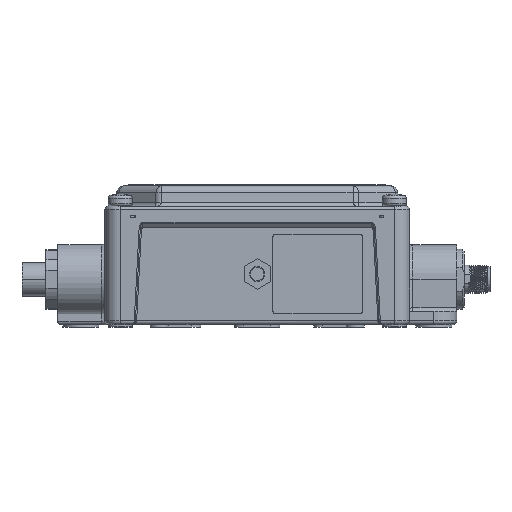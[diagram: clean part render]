
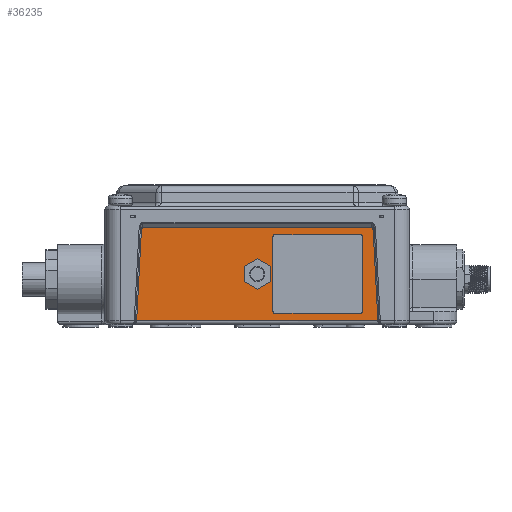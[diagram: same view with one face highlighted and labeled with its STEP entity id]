
A CAD part, top view. The second image highlights one B-rep face of the part: STEP entity #36235.
In plain terms, the highlighted planar face has unit normal (0, 0, 1).
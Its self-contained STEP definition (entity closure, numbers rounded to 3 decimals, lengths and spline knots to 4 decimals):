
#136=DIRECTION('',(-0.052,-0.999,0.));
#137=VECTOR('',#136,1.5073);
#138=CARTESIAN_POINT('',(-1.9129,1.1652,1.66));
#139=LINE('',#138,#137);
#140=CARTESIAN_POINT('',(-1.892,1.1953,1.66));
#141=CARTESIAN_POINT('',(-1.8925,1.1953,1.66));
#142=CARTESIAN_POINT('',(-1.8936,1.1952,1.66));
#143=CARTESIAN_POINT('',(-1.8952,1.1949,1.66));
#144=CARTESIAN_POINT('',(-1.8968,1.1944,1.66));
#145=CARTESIAN_POINT('',(-1.8984,1.1937,1.66));
#146=CARTESIAN_POINT('',(-1.9,1.1927,1.66));
#147=CARTESIAN_POINT('',(-1.9017,1.1915,1.66));
#148=CARTESIAN_POINT('',(-1.9034,1.19,1.66));
#149=CARTESIAN_POINT('',(-1.9051,1.1881,1.66));
#150=CARTESIAN_POINT('',(-1.9067,1.1859,1.66));
#151=CARTESIAN_POINT('',(-1.9082,1.1833,1.66));
#152=CARTESIAN_POINT('',(-1.9097,1.1803,1.66));
#153=CARTESIAN_POINT('',(-1.9109,1.1769,1.66));
#154=CARTESIAN_POINT('',(-1.9119,1.1732,1.66));
#155=CARTESIAN_POINT('',(-1.9126,1.1693,1.66));
#156=CARTESIAN_POINT('',(-1.9129,1.1666,1.66));
#157=CARTESIAN_POINT('',(-1.9129,1.1652,1.66));
#159=DIRECTION('',(-1.,0.,0.));
#160=VECTOR('',#159,3.784);
#161=CARTESIAN_POINT('',(1.892,1.1953,1.66));
#162=LINE('',#161,#160);
#163=CARTESIAN_POINT('',(1.9129,1.1652,1.66));
#164=CARTESIAN_POINT('',(1.9129,1.1666,1.66));
#165=CARTESIAN_POINT('',(1.9126,1.1693,1.66));
#166=CARTESIAN_POINT('',(1.9119,1.1733,1.66));
#167=CARTESIAN_POINT('',(1.9109,1.177,1.66));
#168=CARTESIAN_POINT('',(1.9096,1.1804,1.66));
#169=CARTESIAN_POINT('',(1.9082,1.1834,1.66));
#170=CARTESIAN_POINT('',(1.9066,1.186,1.66));
#171=CARTESIAN_POINT('',(1.9049,1.1883,1.66));
#172=CARTESIAN_POINT('',(1.9033,1.1901,1.66));
#173=CARTESIAN_POINT('',(1.9016,1.1916,1.66));
#174=CARTESIAN_POINT('',(1.8999,1.1928,1.66));
#175=CARTESIAN_POINT('',(1.8983,1.1938,1.66));
#176=CARTESIAN_POINT('',(1.8967,1.1945,1.66));
#177=CARTESIAN_POINT('',(1.8951,1.1949,1.66));
#178=CARTESIAN_POINT('',(1.8935,1.1952,1.66));
#179=CARTESIAN_POINT('',(1.8925,1.1953,1.66));
#180=CARTESIAN_POINT('',(1.892,1.1953,1.66));
#182=DIRECTION('',(-0.052,0.999,0.));
#183=VECTOR('',#182,1.5073);
#184=CARTESIAN_POINT('',(1.9918,-0.34,1.66));
#185=LINE('',#184,#183);
#186=DIRECTION('',(-1.,0.,0.));
#187=VECTOR('',#186,3.9837);
#188=CARTESIAN_POINT('',(1.9918,-0.34,1.66));
#189=LINE('',#188,#187);
#190=DIRECTION('',(-0.866,-0.5,0.));
#191=VECTOR('',#190,0.2526);
#192=CARTESIAN_POINT('',(0.,0.6876,1.66));
#193=LINE('',#192,#191);
#194=DIRECTION('',(0.,-1.,0.));
#195=VECTOR('',#194,0.2526);
#196=CARTESIAN_POINT('',(-0.2188,0.5613,1.66));
#197=LINE('',#196,#195);
#198=DIRECTION('',(0.866,-0.5,0.));
#199=VECTOR('',#198,0.2526);
#200=CARTESIAN_POINT('',(-0.2188,0.3087,1.66));
#201=LINE('',#200,#199);
#202=DIRECTION('',(0.866,0.5,0.));
#203=VECTOR('',#202,0.2526);
#204=CARTESIAN_POINT('',(0.,0.1824,1.66));
#205=LINE('',#204,#203);
#206=DIRECTION('',(0.,1.,0.));
#207=VECTOR('',#206,0.2526);
#208=CARTESIAN_POINT('',(0.2188,0.3087,1.66));
#209=LINE('',#208,#207);
#210=DIRECTION('',(-0.866,0.5,0.));
#211=VECTOR('',#210,0.2526);
#212=CARTESIAN_POINT('',(0.2188,0.5613,1.66));
#213=LINE('',#212,#211);
#214=CARTESIAN_POINT('',(0.29,-0.185,1.66));
#215=DIRECTION('',(0.,0.,-1.));
#216=DIRECTION('',(0.,-1.,0.));
#217=AXIS2_PLACEMENT_3D('',#214,#215,#216);
#219=DIRECTION('',(-1.,0.,0.));
#220=VECTOR('',#219,1.42);
#221=CARTESIAN_POINT('',(1.71,-0.215,1.66));
#222=LINE('',#221,#220);
#223=CARTESIAN_POINT('',(1.71,-0.185,1.66));
#224=DIRECTION('',(0.,0.,-1.));
#225=DIRECTION('',(1.,0.,0.));
#226=AXIS2_PLACEMENT_3D('',#223,#224,#225);
#228=DIRECTION('',(0.,-1.,0.));
#229=VECTOR('',#228,1.24);
#230=CARTESIAN_POINT('',(1.74,1.055,1.66));
#231=LINE('',#230,#229);
#232=CARTESIAN_POINT('',(1.71,1.055,1.66));
#233=DIRECTION('',(0.,0.,-1.));
#234=DIRECTION('',(0.,1.,0.));
#235=AXIS2_PLACEMENT_3D('',#232,#233,#234);
#237=DIRECTION('',(1.,0.,0.));
#238=VECTOR('',#237,1.42);
#239=CARTESIAN_POINT('',(0.29,1.085,1.66));
#240=LINE('',#239,#238);
#241=CARTESIAN_POINT('',(0.29,1.055,1.66));
#242=DIRECTION('',(0.,0.,-1.));
#243=DIRECTION('',(-1.,0.,0.));
#244=AXIS2_PLACEMENT_3D('',#241,#242,#243);
#246=DIRECTION('',(0.,1.,0.));
#247=VECTOR('',#246,1.24);
#248=CARTESIAN_POINT('',(0.26,-0.185,1.66));
#249=LINE('',#248,#247);
#313=CARTESIAN_POINT('',(-1.9918,-0.34,1.66));
#33882=VERTEX_POINT('',#313);
#33885=CARTESIAN_POINT('',(-1.9129,1.1652,
1.66));
#33886=VERTEX_POINT('',#33885);
#33888=VERTEX_POINT('',#140);
#33891=CARTESIAN_POINT('',(1.892,1.1953,1.66));
#33892=VERTEX_POINT('',#33891);
#33894=VERTEX_POINT('',#163);
#33897=CARTESIAN_POINT('',(1.9918,-0.34,1.66));
#33898=VERTEX_POINT('',#33897);
#34966=CARTESIAN_POINT('',(0.,0.6876,1.66));
#34967=CARTESIAN_POINT('',(-0.2188,0.5613,1.66));
#34968=VERTEX_POINT('',#34966);
#34969=VERTEX_POINT('',#34967);
#34970=CARTESIAN_POINT('',(-0.2188,0.3087,1.66));
#34971=VERTEX_POINT('',#34970);
#34972=CARTESIAN_POINT('',(0.,0.1824,1.66));
#34973=VERTEX_POINT('',#34972);
#34974=CARTESIAN_POINT('',(0.2188,0.3087,1.66));
#34975=VERTEX_POINT('',#34974);
#34976=CARTESIAN_POINT('',(0.2188,0.5613,1.66));
#34977=VERTEX_POINT('',#34976);
#35970=CARTESIAN_POINT('',(0.29,-0.215,1.66));
#35971=CARTESIAN_POINT('',(0.26,-0.185,1.66));
#35972=VERTEX_POINT('',#35970);
#35973=VERTEX_POINT('',#35971);
#35974=CARTESIAN_POINT('',(0.26,1.055,1.66));
#35975=VERTEX_POINT('',#35974);
#35976=CARTESIAN_POINT('',(0.29,1.085,1.66));
#35977=VERTEX_POINT('',#35976);
#35978=CARTESIAN_POINT('',(1.71,1.085,1.66));
#35979=VERTEX_POINT('',#35978);
#35980=CARTESIAN_POINT('',(1.74,1.055,1.66));
#35981=VERTEX_POINT('',#35980);
#35982=CARTESIAN_POINT('',(1.74,-0.185,1.66));
#35983=VERTEX_POINT('',#35982);
#35984=CARTESIAN_POINT('',(1.71,-0.215,1.66));
#35985=VERTEX_POINT('',#35984);
#36185=CARTESIAN_POINT('',(0.,-0.4,1.66));
#36186=DIRECTION('',(0.,0.,1.));
#36187=DIRECTION('',(1.,0.,0.));
#36188=AXIS2_PLACEMENT_3D('',#36185,#36186,#36187);
#36189=PLANE('',#36188);
#36191=ORIENTED_EDGE('',*,*,#36190,.F.);
#36193=ORIENTED_EDGE('',*,*,#36192,.F.);
#36195=ORIENTED_EDGE('',*,*,#36194,.F.);
#36197=ORIENTED_EDGE('',*,*,#36196,.F.);
#36199=ORIENTED_EDGE('',*,*,#36198,.F.);
#36201=ORIENTED_EDGE('',*,*,#36200,.T.);
#36202=EDGE_LOOP('',(#36191,#36193,#36195,#36197,#36199,#36201));
#36203=FACE_OUTER_BOUND('',#36202,.F.);
#36204=ORIENTED_EDGE('',*,*,#36175,.T.);
#36206=ORIENTED_EDGE('',*,*,#36205,.T.);
#36208=ORIENTED_EDGE('',*,*,#36207,.T.);
#36210=ORIENTED_EDGE('',*,*,#36209,.T.);
#36212=ORIENTED_EDGE('',*,*,#36211,.T.);
#36214=ORIENTED_EDGE('',*,*,#36213,.T.);
#36215=EDGE_LOOP('',(#36204,#36206,#36208,#36210,#36212,#36214));
#36216=FACE_BOUND('',#36215,.F.);
#36218=ORIENTED_EDGE('',*,*,#36217,.F.);
#36220=ORIENTED_EDGE('',*,*,#36219,.F.);
#36222=ORIENTED_EDGE('',*,*,#36221,.F.);
#36224=ORIENTED_EDGE('',*,*,#36223,.F.);
#36226=ORIENTED_EDGE('',*,*,#36225,.F.);
#36228=ORIENTED_EDGE('',*,*,#36227,.F.);
#36230=ORIENTED_EDGE('',*,*,#36229,.F.);
#36232=ORIENTED_EDGE('',*,*,#36231,.F.);
#36233=EDGE_LOOP('',(#36218,#36220,#36222,#36224,#36226,#36228,#36230,#36232));
#36234=FACE_BOUND('',#36233,.F.);
#36235=ADVANCED_FACE('',(#36203,#36216,#36234),#36189,.T.);
#158=B_SPLINE_CURVE_WITH_KNOTS('',3,(#140,#141,#142,#143,#144,#145,#146,#147,
#148,#149,#150,#151,#152,#153,#154,#155,#156,#157),.UNSPECIFIED.,.F.,.F.,(4,1,1,
1,1,1,1,1,1,1,1,1,1,1,1,4),(0.,0.0667,0.1333,0.2,
0.2667,0.3333,0.4,0.4667,0.5333,
0.6,0.6667,0.7333,0.8,0.8667,
0.9333,1.),.UNSPECIFIED.);
#181=B_SPLINE_CURVE_WITH_KNOTS('',3,(#163,#164,#165,#166,#167,#168,#169,#170,
#171,#172,#173,#174,#175,#176,#177,#178,#179,#180),.UNSPECIFIED.,.F.,.F.,(4,1,1,
1,1,1,1,1,1,1,1,1,1,1,1,4),(0.,0.0667,0.1333,0.2,
0.2667,0.3333,0.4,0.4667,0.5333,
0.6,0.6667,0.7333,0.8,0.8667,
0.9333,1.),.UNSPECIFIED.);
#218=CIRCLE('',#217,0.03);
#227=CIRCLE('',#226,0.03);
#236=CIRCLE('',#235,0.03);
#245=CIRCLE('',#244,0.03);
#36175=EDGE_CURVE('',#34968,#34969,#193,.T.);
#36190=EDGE_CURVE('',#33886,#33882,#139,.T.);
#36192=EDGE_CURVE('',#33888,#33886,#158,.T.);
#36194=EDGE_CURVE('',#33892,#33888,#162,.T.);
#36196=EDGE_CURVE('',#33894,#33892,#181,.T.);
#36198=EDGE_CURVE('',#33898,#33894,#185,.T.);
#36200=EDGE_CURVE('',#33898,#33882,#189,.T.);
#36205=EDGE_CURVE('',#34969,#34971,#197,.T.);
#36207=EDGE_CURVE('',#34971,#34973,#201,.T.);
#36209=EDGE_CURVE('',#34973,#34975,#205,.T.);
#36211=EDGE_CURVE('',#34975,#34977,#209,.T.);
#36213=EDGE_CURVE('',#34977,#34968,#213,.T.);
#36217=EDGE_CURVE('',#35972,#35973,#218,.T.);
#36219=EDGE_CURVE('',#35985,#35972,#222,.T.);
#36221=EDGE_CURVE('',#35983,#35985,#227,.T.);
#36223=EDGE_CURVE('',#35981,#35983,#231,.T.);
#36225=EDGE_CURVE('',#35979,#35981,#236,.T.);
#36227=EDGE_CURVE('',#35977,#35979,#240,.T.);
#36229=EDGE_CURVE('',#35975,#35977,#245,.T.);
#36231=EDGE_CURVE('',#35973,#35975,#249,.T.);
